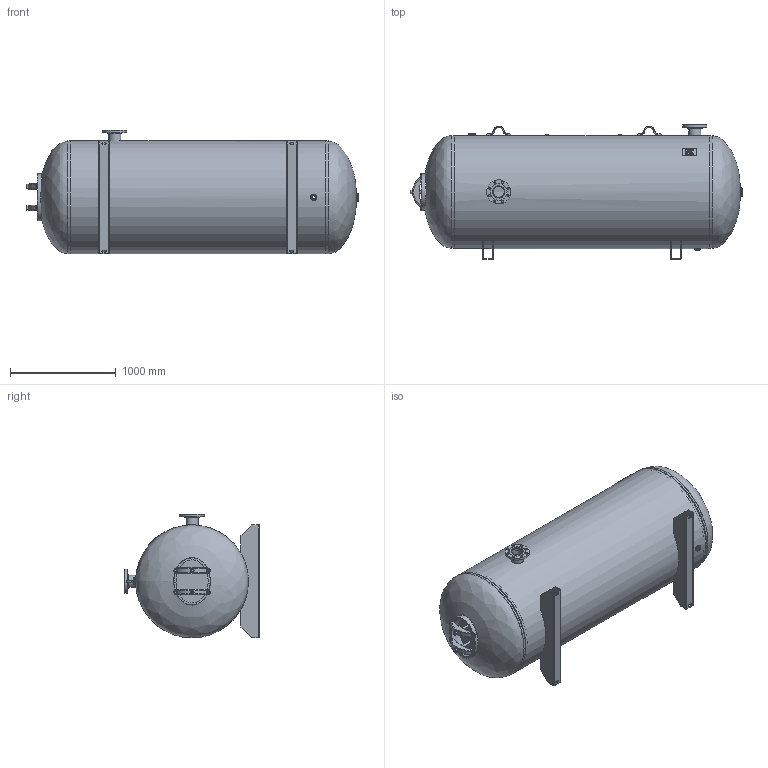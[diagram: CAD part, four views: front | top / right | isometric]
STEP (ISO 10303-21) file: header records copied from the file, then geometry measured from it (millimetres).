
FILE_DESCRIPTION(/* description */ ('42 X 120 200# HORZ ASME 660 GAL'),/* implementation_level */ '2;1');
FILE_NAME(/* name */ 'SPVG_C103084.stp',/* time_stamp */ '2020-10-06T07:47:01-05:00',/* author */ ('kim.thoune'),/* organization */ (''),/* preprocessor_version */ 'ST-DEVELOPER v17.2',/* originating_system */ 'Autodesk Inventor 2019',/* authorisation */ '');
FILE_SCHEMA (('AUTOMOTIVE_DESIGN { 1 0 10303 214 3 1 1 }'));
Length unit declared in the file: inch
Products named in the file (18): C103084; 37-3186; C103084-2HD; 960-366; C103084-3HD; 960-366_1; F102000; 60-140; 64-053; S100159; S102115; 45-511; S102115-2; F101501; F101000; F100500; 46-9163; 64-784
Assembly tree (21 placements, depth 3):
  C103084
    37-3186
    C103084-2HD
      960-366
    C103084-3HD
      960-366_1
    F102000
    60-140
      64-053
    S100159  x2
    S102115  x2
      45-511
      S102115-2
    F101501
    F101000
    F100500  x2
    46-9163
    64-784  x2
Bounding box: 3140.58 x 1271.09 x 1170.58 mm (x, y, z)
Volume: 89953220.7 mm3; surface area: 24442429.3 mm2
Topology: 21 solids, 21 shells, 531 faces, 1398 edges, 941 vertices
Faces by surface type: plane 273, cylinder 137, bspline 60, torus 53, cone 8
Full cylindrical faces by diameter (mm): 6.35 x4, 18.644 x2, 19.05 x16, 22.225 x4, 23.019 x2, 26.987 x2, 30.302 x1, 31.75 x2, 43.256 x1, 44.45 x1, 44.856 x1, 46.037 x1, 56.667 x1, 57.547 x1, 60.325 x2, 68.263 x2, 79.383 x1, 102.26 x2, 114.3 x2, 115.887 x2, 116.078 x2, 134.95 x2, 157.175 x2, 228.6 x2, 1041.4 x2, 1053.084 x1, 1054.1 x4, 1066.8 x2, 1068.984 x1
Entity records: 19056 total; most frequent: CARTESIAN_POINT 6919, ORIENTED_EDGE 2392, DIRECTION 2291, EDGE_CURVE 1196, AXIS2_PLACEMENT_3D 827, VERTEX_POINT 802, LINE 637, VECTOR 637
